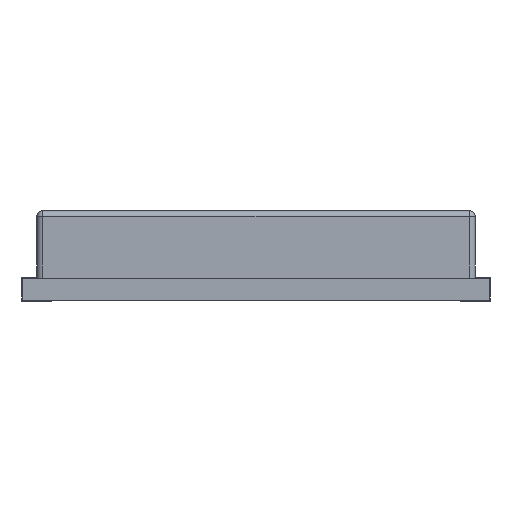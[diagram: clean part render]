
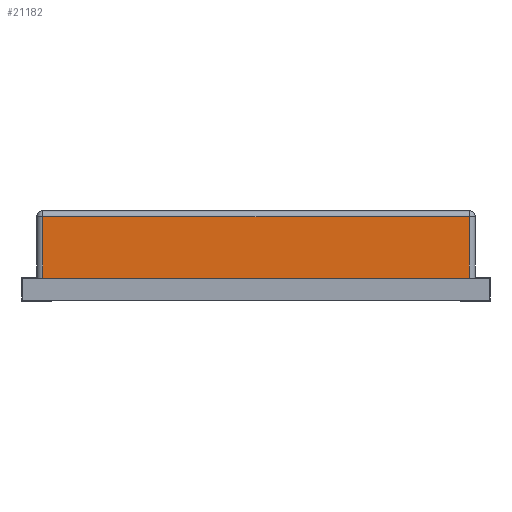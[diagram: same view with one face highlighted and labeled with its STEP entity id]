
A CAD part, front view. The second image highlights one B-rep face of the part: STEP entity #21182.
In plain terms, the highlighted planar face has unit normal (0, -1, 0).
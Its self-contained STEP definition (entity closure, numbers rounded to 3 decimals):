
#191 = PLANE ( 'NONE',  #20383 ) ;
#1871 = LINE ( 'NONE', #10917, #8146 ) ;
#4518 = ORIENTED_EDGE ( 'NONE', *, *, #14171, .T. ) ;
#5200 = CARTESIAN_POINT ( 'NONE',  ( 7.3, -11.5, 2.89 ) ) ;
#5477 = DIRECTION ( 'NONE',  ( 1., 0., 0. ) ) ;
#5765 = CARTESIAN_POINT ( 'NONE',  ( -7.3, -11.5, 2.89 ) ) ;
#6101 = DIRECTION ( 'NONE',  ( 0., 0., 1. ) ) ;
#7020 = ORIENTED_EDGE ( 'NONE', *, *, #13739, .T. ) ;
#7214 = DIRECTION ( 'NONE',  ( 0., 1., 0. ) ) ;
#7832 = ORIENTED_EDGE ( 'NONE', *, *, #17355, .T. ) ;
#7902 = VERTEX_POINT ( 'NONE', #21589 ) ;
#8146 = VECTOR ( 'NONE', #6101, 1000. ) ;
#8255 = VERTEX_POINT ( 'NONE', #12451 ) ;
#8343 = LINE ( 'NONE', #12730, #18687 ) ;
#10539 = DIRECTION ( 'NONE',  ( -1., 0., 0. ) ) ;
#10917 = CARTESIAN_POINT ( 'NONE',  ( 7.3, -11.5, 3.09 ) ) ;
#12451 = CARTESIAN_POINT ( 'NONE',  ( 7.3, -11.5, 0.79 ) ) ;
#12730 = CARTESIAN_POINT ( 'NONE',  ( -7.5, -11.5, 2.89 ) ) ;
#13739 = EDGE_CURVE ( 'NONE', #15095, #29065, #8343, .T. ) ;
#13825 = VECTOR ( 'NONE', #19796, 1000. ) ;
#14171 = EDGE_CURVE ( 'NONE', #7902, #8255, #21331, .T. ) ;
#15095 = VERTEX_POINT ( 'NONE', #5200 ) ;
#16459 = EDGE_CURVE ( 'NONE', #8255, #15095, #1871, .T. ) ;
#17214 = CARTESIAN_POINT ( 'NONE',  ( -7.5, -11.5, 0.79 ) ) ;
#17355 = EDGE_CURVE ( 'NONE', #29065, #7902, #26697, .T. ) ;
#18241 = VECTOR ( 'NONE', #5477, 1000. ) ;
#18687 = VECTOR ( 'NONE', #10539, 1000. ) ;
#19796 = DIRECTION ( 'NONE',  ( 0., 0., -1. ) ) ;
#20383 = AXIS2_PLACEMENT_3D ( 'NONE', #22766, #7214, #27197 ) ;
#21182 = ADVANCED_FACE ( 'NONE', ( #27339 ), #191, .F. ) ;
#21331 = LINE ( 'NONE', #17214, #18241 ) ;
#21589 = CARTESIAN_POINT ( 'NONE',  ( -7.3, -11.5, 0.79 ) ) ;
#22766 = CARTESIAN_POINT ( 'NONE',  ( -7.5, -11.5, 3.09 ) ) ;
#24482 = CARTESIAN_POINT ( 'NONE',  ( -7.3, -11.5, 3.09 ) ) ;
#26697 = LINE ( 'NONE', #24482, #13825 ) ;
#27197 = DIRECTION ( 'NONE',  ( 0., 0., 1. ) ) ;
#27339 = FACE_OUTER_BOUND ( 'NONE', #27611, .T. ) ;
#27611 = EDGE_LOOP ( 'NONE', ( #7020, #7832, #4518, #28041 ) ) ;
#28041 = ORIENTED_EDGE ( 'NONE', *, *, #16459, .T. ) ;
#29065 = VERTEX_POINT ( 'NONE', #5765 ) ;
